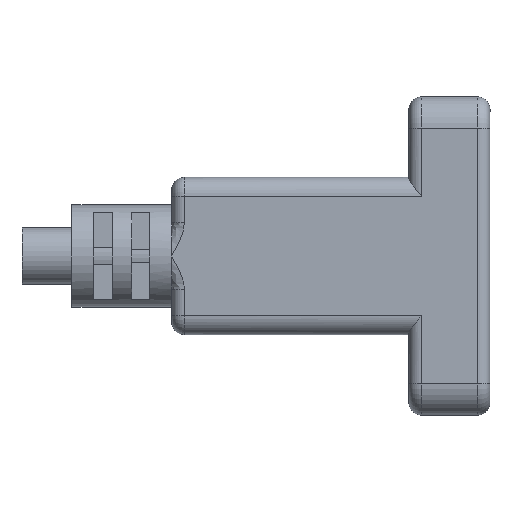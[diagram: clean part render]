
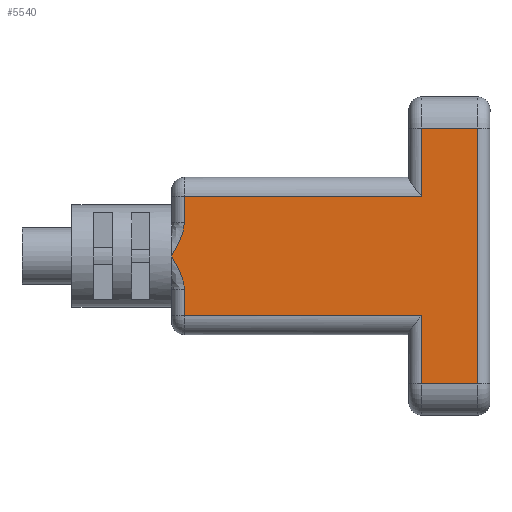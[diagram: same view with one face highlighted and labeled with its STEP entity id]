
A CAD part, front view. The second image highlights one B-rep face of the part: STEP entity #5540.
In plain terms, the highlighted planar face has unit normal (0, -1, 0).
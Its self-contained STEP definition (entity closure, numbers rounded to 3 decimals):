
#35 = EDGE_CURVE ( 'NONE', #23552, #4769, #341, .T. ) ;
#341 = B_SPLINE_CURVE_WITH_KNOTS ( 'NONE', 3,
 ( #26591, #8036, #20223, #18446, #16411, #7904, #18577, #18181, #22768, #6304, #16147, #5917 ),
 .UNSPECIFIED., .F., .F.,
 ( 4, 2, 2, 2, 2, 4 ),
 ( 0., 0.001, 0.001, 0.002, 0.003, 0.003 ),
 .UNSPECIFIED. ) ;
#492 = CARTESIAN_POINT ( 'NONE',  ( 33.425, 23.04, 31.256 ) ) ;
#530 = LINE ( 'NONE', #5255, #1472 ) ;
#590 = DIRECTION ( 'NONE',  ( 1., 0., 0. ) ) ;
#785 = VECTOR ( 'NONE', #25628, 1000. ) ;
#824 = EDGE_LOOP ( 'NONE', ( #16229, #3039, #4574, #17075, #1448, #8482, #4446, #3045, #24542, #12983, #21408 ) ) ;
#863 = CARTESIAN_POINT ( 'NONE',  ( 8.925, 23.04, 41.506 ) ) ;
#919 = CARTESIAN_POINT ( 'NONE',  ( 28.925, 23.04, 46.306 ) ) ;
#1442 = VECTOR ( 'NONE', #9367, 1000. ) ;
#1448 = ORIENTED_EDGE ( 'NONE', *, *, #10577, .F. ) ;
#1472 = VECTOR ( 'NONE', #19035, 1000. ) ;
#1522 = EDGE_CURVE ( 'NONE', #19362, #10403, #530, .T. ) ;
#1824 = EDGE_CURVE ( 'NONE', #10403, #24611, #7899, .T. ) ;
#2964 = EDGE_CURVE ( 'NONE', #12989, #20058, #18561, .T. ) ;
#3039 = ORIENTED_EDGE ( 'NONE', *, *, #2964, .T. ) ;
#3045 = ORIENTED_EDGE ( 'NONE', *, *, #17507, .T. ) ;
#3092 = LINE ( 'NONE', #21209, #16871 ) ;
#3341 = B_SPLINE_CURVE_WITH_KNOTS ( 'NONE', 3,
 ( #15593, #7876, #17884, #26161, #7622, #9354, #24117, #25882 ),
 .UNSPECIFIED., .F., .F.,
 ( 4, 2, 2, 4 ),
 ( 0., 0.001, 0.002, 0.003 ),
 .UNSPECIFIED. ) ;
#4446 = ORIENTED_EDGE ( 'NONE', *, *, #35, .T. ) ;
#4574 = ORIENTED_EDGE ( 'NONE', *, *, #15577, .F. ) ;
#4769 = VERTEX_POINT ( 'NONE', #863 ) ;
#4842 = CARTESIAN_POINT ( 'NONE',  ( 9.925, 23.04, 44.19 ) ) ;
#5250 = EDGE_CURVE ( 'NONE', #17064, #8370, #21727, .T. ) ;
#5255 = CARTESIAN_POINT ( 'NONE',  ( 9.925, 23.04, 31.256 ) ) ;
#5493 = PLANE ( 'NONE',  #6815 ) ;
#5523 = CARTESIAN_POINT ( 'NONE',  ( 28.925, 23.04, 31.256 ) ) ;
#5540 = ADVANCED_FACE ( 'NONE', ( #11674 ), #5493, .F. ) ;
#5917 = CARTESIAN_POINT ( 'NONE',  ( 8.925, 23.04, 41.506 ) ) ;
#6124 = VERTEX_POINT ( 'NONE', #5523 ) ;
#6284 = DIRECTION ( 'NONE',  ( 0., 1., 0. ) ) ;
#6304 = CARTESIAN_POINT ( 'NONE',  ( 9.044, 23.04, 41.716 ) ) ;
#6815 = AXIS2_PLACEMENT_3D ( 'NONE', #24384, #6284, #12469 ) ;
#7622 = CARTESIAN_POINT ( 'NONE',  ( 9.769, 23.04, 39.773 ) ) ;
#7672 = CARTESIAN_POINT ( 'NONE',  ( 28.925, 23.04, 31.256 ) ) ;
#7876 = CARTESIAN_POINT ( 'NONE',  ( 9.163, 23.04, 41.087 ) ) ;
#7899 = LINE ( 'NONE', #24527, #12286 ) ;
#7904 = CARTESIAN_POINT ( 'NONE',  ( 9.497, 23.04, 42.567 ) ) ;
#8036 = CARTESIAN_POINT ( 'NONE',  ( 9.925, 23.04, 43.946 ) ) ;
#8370 = VERTEX_POINT ( 'NONE', #919 ) ;
#8482 = ORIENTED_EDGE ( 'NONE', *, *, #25801, .T. ) ;
#8595 = CARTESIAN_POINT ( 'NONE',  ( 9.925, 23.04, 38.823 ) ) ;
#8674 = CARTESIAN_POINT ( 'NONE',  ( 33.425, 23.04, 31.256 ) ) ;
#9354 = CARTESIAN_POINT ( 'NONE',  ( 9.888, 23.04, 39.306 ) ) ;
#9367 = DIRECTION ( 'NONE',  ( 0., 0., -1. ) ) ;
#10403 = VERTEX_POINT ( 'NONE', #24136 ) ;
#10577 = EDGE_CURVE ( 'NONE', #20495, #8370, #21385, .T. ) ;
#11162 = VECTOR ( 'NONE', #24428, 1000. ) ;
#11674 = FACE_OUTER_BOUND ( 'NONE', #824, .T. ) ;
#11715 = LINE ( 'NONE', #7672, #11162 ) ;
#12286 = VECTOR ( 'NONE', #24665, 1000. ) ;
#12418 = CARTESIAN_POINT ( 'NONE',  ( 33.425, 23.04, 51.756 ) ) ;
#12469 = DIRECTION ( 'NONE',  ( -1., 0., 0. ) ) ;
#12534 = LINE ( 'NONE', #20784, #1442 ) ;
#12983 = ORIENTED_EDGE ( 'NONE', *, *, #1824, .T. ) ;
#12989 = VERTEX_POINT ( 'NONE', #492 ) ;
#13182 = CARTESIAN_POINT ( 'NONE',  ( 27.925, 23.04, 51.756 ) ) ;
#13616 = CARTESIAN_POINT ( 'NONE',  ( 28.925, 23.04, 46.306 ) ) ;
#14882 = VECTOR ( 'NONE', #14894, 1000. ) ;
#14894 = DIRECTION ( 'NONE',  ( 0., 0., 1. ) ) ;
#15528 = DIRECTION ( 'NONE',  ( 1., 0., 0. ) ) ;
#15577 = EDGE_CURVE ( 'NONE', #17064, #20058, #21296, .T. ) ;
#15593 = CARTESIAN_POINT ( 'NONE',  ( 8.925, 23.04, 41.506 ) ) ;
#15825 = VECTOR ( 'NONE', #21876, 1000. ) ;
#16012 = CARTESIAN_POINT ( 'NONE',  ( 9.925, 23.04, 46.306 ) ) ;
#16020 = EDGE_CURVE ( 'NONE', #24611, #6124, #11715, .T. ) ;
#16147 = CARTESIAN_POINT ( 'NONE',  ( 8.985, 23.04, 41.612 ) ) ;
#16216 = CARTESIAN_POINT ( 'NONE',  ( 28.925, 23.04, 51.756 ) ) ;
#16229 = ORIENTED_EDGE ( 'NONE', *, *, #23061, .T. ) ;
#16411 = CARTESIAN_POINT ( 'NONE',  ( 9.687, 23.04, 43.011 ) ) ;
#16871 = VECTOR ( 'NONE', #15528, 1000. ) ;
#17064 = VERTEX_POINT ( 'NONE', #16216 ) ;
#17075 = ORIENTED_EDGE ( 'NONE', *, *, #5250, .T. ) ;
#17507 = EDGE_CURVE ( 'NONE', #4769, #19362, #3341, .T. ) ;
#17884 = CARTESIAN_POINT ( 'NONE',  ( 9.402, 23.04, 40.667 ) ) ;
#18181 = CARTESIAN_POINT ( 'NONE',  ( 9.22, 23.04, 42.032 ) ) ;
#18446 = CARTESIAN_POINT ( 'NONE',  ( 9.769, 23.04, 43.24 ) ) ;
#18561 = LINE ( 'NONE', #8674, #14882 ) ;
#18577 = CARTESIAN_POINT ( 'NONE',  ( 9.39, 23.04, 42.351 ) ) ;
#19035 = DIRECTION ( 'NONE',  ( 0., 0., -1. ) ) ;
#19362 = VERTEX_POINT ( 'NONE', #8595 ) ;
#19852 = VECTOR ( 'NONE', #590, 1000. ) ;
#20058 = VERTEX_POINT ( 'NONE', #12418 ) ;
#20223 = CARTESIAN_POINT ( 'NONE',  ( 9.888, 23.04, 43.707 ) ) ;
#20495 = VERTEX_POINT ( 'NONE', #16012 ) ;
#20784 = CARTESIAN_POINT ( 'NONE',  ( 9.925, 23.04, 31.256 ) ) ;
#21209 = CARTESIAN_POINT ( 'NONE',  ( 27.925, 23.04, 31.256 ) ) ;
#21296 = LINE ( 'NONE', #13182, #785 ) ;
#21385 = LINE ( 'NONE', #21537, #19852 ) ;
#21408 = ORIENTED_EDGE ( 'NONE', *, *, #16020, .T. ) ;
#21537 = CARTESIAN_POINT ( 'NONE',  ( 8.925, 23.04, 46.306 ) ) ;
#21727 = LINE ( 'NONE', #13616, #15825 ) ;
#21876 = DIRECTION ( 'NONE',  ( 0., 0., -1. ) ) ;
#22417 = CARTESIAN_POINT ( 'NONE',  ( 28.925, 23.04, 36.706 ) ) ;
#22768 = CARTESIAN_POINT ( 'NONE',  ( 9.162, 23.04, 41.927 ) ) ;
#23061 = EDGE_CURVE ( 'NONE', #6124, #12989, #3092, .T. ) ;
#23552 = VERTEX_POINT ( 'NONE', #4842 ) ;
#24117 = CARTESIAN_POINT ( 'NONE',  ( 9.925, 23.04, 39.067 ) ) ;
#24136 = CARTESIAN_POINT ( 'NONE',  ( 9.925, 23.04, 36.706 ) ) ;
#24384 = CARTESIAN_POINT ( 'NONE',  ( 27.925, 23.04, 31.256 ) ) ;
#24428 = DIRECTION ( 'NONE',  ( 0., 0., -1. ) ) ;
#24527 = CARTESIAN_POINT ( 'NONE',  ( 8.925, 23.04, 36.706 ) ) ;
#24542 = ORIENTED_EDGE ( 'NONE', *, *, #1522, .T. ) ;
#24611 = VERTEX_POINT ( 'NONE', #22417 ) ;
#24665 = DIRECTION ( 'NONE',  ( 1., 0., 0. ) ) ;
#25628 = DIRECTION ( 'NONE',  ( 1., 0., 0. ) ) ;
#25801 = EDGE_CURVE ( 'NONE', #20495, #23552, #12534, .T. ) ;
#25882 = CARTESIAN_POINT ( 'NONE',  ( 9.925, 23.04, 38.823 ) ) ;
#26161 = CARTESIAN_POINT ( 'NONE',  ( 9.686, 23.04, 40.002 ) ) ;
#26591 = CARTESIAN_POINT ( 'NONE',  ( 9.925, 23.04, 44.19 ) ) ;
